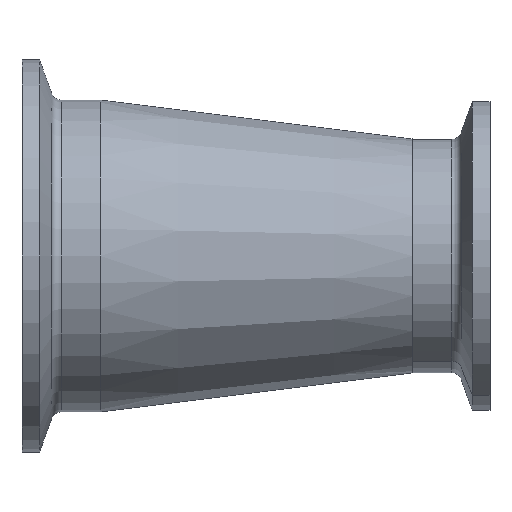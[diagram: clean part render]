
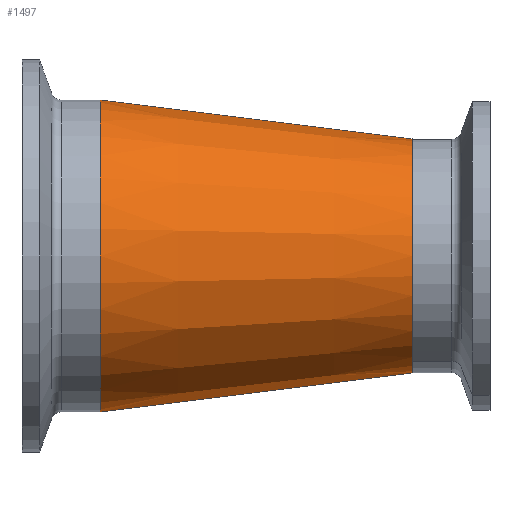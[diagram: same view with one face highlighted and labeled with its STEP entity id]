
A CAD part, left-side view. The second image highlights one B-rep face of the part: STEP entity #1497.
In plain terms, the highlighted conical face has half-angle 7.125 degrees and reference radius 19.05 mm.
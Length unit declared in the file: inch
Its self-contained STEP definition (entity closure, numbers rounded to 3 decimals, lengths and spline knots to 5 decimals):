
#30 = AXIS2_PLACEMENT_3D ( 'NONE', #413, #1515, #1529 ) ;
#39 = ORIENTED_EDGE ( 'NONE', *, *, #161, .T. ) ;
#159 = VECTOR ( 'NONE', #602, 39.37008 ) ;
#161 = EDGE_CURVE ( 'NONE', #708, #1416, #719, .T. ) ;
#229 = DIRECTION ( 'NONE',  ( 0., 0., 1. ) ) ;
#270 = CARTESIAN_POINT ( 'NONE',  ( 0., 0., 0. ) ) ;
#311 = AXIS2_PLACEMENT_3D ( 'NONE', #270, #411, #943 ) ;
#411 = DIRECTION ( 'NONE',  ( 0., 1., 0. ) ) ;
#413 = CARTESIAN_POINT ( 'NONE',  ( 0., 0., 0. ) ) ;
#429 = CIRCLE ( 'NONE', #30, 0.75 ) ;
#453 = AXIS2_PLACEMENT_3D ( 'NONE', #1174, #1043, #229 ) ;
#543 = EDGE_LOOP ( 'NONE', ( #1673, #1067, #39, #1725 ) ) ;
#575 = EDGE_CURVE ( 'NONE', #1473, #1460, #707, .T. ) ;
#593 = CIRCLE ( 'NONE', #453, 1. ) ;
#602 = DIRECTION ( 'NONE',  ( 0., 0.992, -0.124 ) ) ;
#658 = CARTESIAN_POINT ( 'NONE',  ( 0., 0., -0.75 ) ) ;
#707 = LINE ( 'NONE', #844, #159 ) ;
#708 = VERTEX_POINT ( 'NONE', #709 ) ;
#709 = CARTESIAN_POINT ( 'NONE',  ( 0., 0., 0.75 ) ) ;
#719 = LINE ( 'NONE', #1709, #1498 ) ;
#760 = CARTESIAN_POINT ( 'NONE',  ( 0., 2., -1. ) ) ;
#844 = CARTESIAN_POINT ( 'NONE',  ( 0., 0., -0.75 ) ) ;
#943 = DIRECTION ( 'NONE',  ( 0., 0., 1. ) ) ;
#1043 = DIRECTION ( 'NONE',  ( 0., 1., 0. ) ) ;
#1067 = ORIENTED_EDGE ( 'NONE', *, *, #1118, .T. ) ;
#1118 = EDGE_CURVE ( 'NONE', #1473, #708, #429, .T. ) ;
#1174 = CARTESIAN_POINT ( 'NONE',  ( 0., 2., 0. ) ) ;
#1310 = CARTESIAN_POINT ( 'NONE',  ( 0., 2., 1. ) ) ;
#1315 = CONICAL_SURFACE ( 'NONE', #311, 0.75, 0.124 ) ;
#1416 = VERTEX_POINT ( 'NONE', #1310 ) ;
#1433 = EDGE_CURVE ( 'NONE', #1460, #1416, #593, .T. ) ;
#1460 = VERTEX_POINT ( 'NONE', #760 ) ;
#1473 = VERTEX_POINT ( 'NONE', #658 ) ;
#1497 = ADVANCED_FACE ( 'NONE', ( #1606 ), #1315, .T. ) ;
#1498 = VECTOR ( 'NONE', #1598, 39.37008 ) ;
#1515 = DIRECTION ( 'NONE',  ( 0., 1., 0. ) ) ;
#1529 = DIRECTION ( 'NONE',  ( 0., 0., 1. ) ) ;
#1598 = DIRECTION ( 'NONE',  ( 0., 0.992, 0.124 ) ) ;
#1606 = FACE_OUTER_BOUND ( 'NONE', #543, .T. ) ;
#1673 = ORIENTED_EDGE ( 'NONE', *, *, #575, .F. ) ;
#1709 = CARTESIAN_POINT ( 'NONE',  ( 0., 0., 0.75 ) ) ;
#1725 = ORIENTED_EDGE ( 'NONE', *, *, #1433, .F. ) ;
